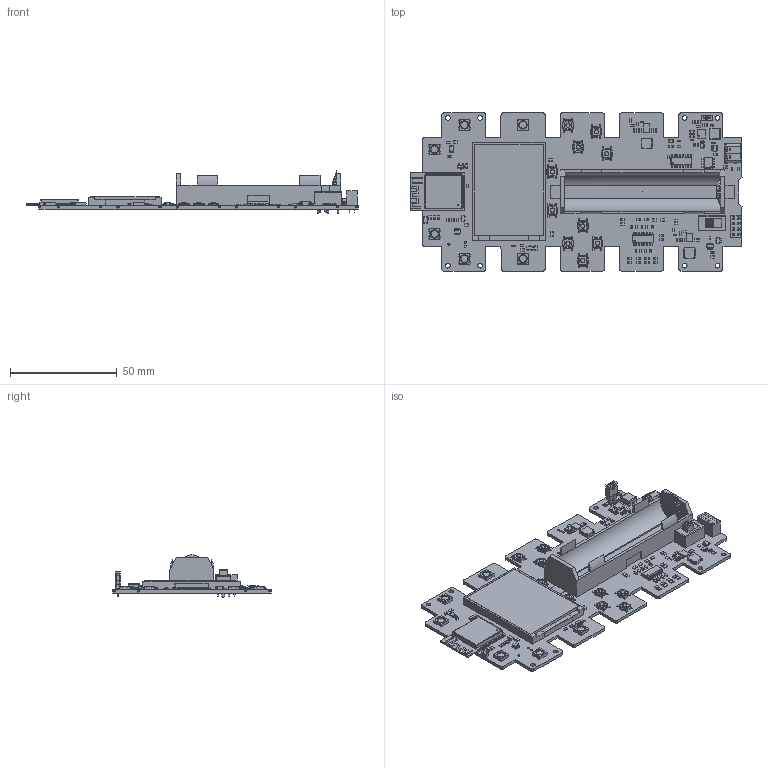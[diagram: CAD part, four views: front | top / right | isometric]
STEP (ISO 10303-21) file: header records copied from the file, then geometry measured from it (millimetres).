
FILE_DESCRIPTION(('KiCad electronic assembly'),'2;1');
FILE_NAME('BCD-Oo26-rev5.STEP','2023-09-13T01:02:36',('Pcbnew'),('Kicad' ),'Open CASCADE STEP processor 7.6','KiCad to STEP converter', 'Unknown');
FILE_SCHEMA(('AUTOMOTIVE_DESIGN { 1 0 10303 214 1 1 1 1 }'));
Length unit declared in the file: millimetre
Products named in the file (56): BCD-Oo26-rev5 1; R_0603_1608Metric; SOLID; HSOP-8-1EP_3.9x4.9mm_P1.27mm_EP2.41x3.1mm; FDSD0518-H-R68M=P3; COMPOUND; R_0805_2012Metric; USB_C_Receptacle_GCT_USB4105-xx-A_16P_TopMnt_Horizontal; C_0603_1608Metric; TS-1187A; qfn14_3x4MM; BatteryHolder_SMD_SMT_1042_1x18650; SOT-23-6; C_0805_2012Metric; QFN-16-1EP_4x4mm_P0.65mm_EP2.1x2.1mm; Jumper2; SOT-23; L_Sunlord_MWSA0503S; L_0805_2012Metric; LED_WS2812B_PLCC4_5.0x5.0mm_P3.2mm; TSOT-23-6; LED_0805_2012Metric; SOIC-16_3.9x9.9mm_P1.27mm; ESP32-S3-WROOM-1; 1.8_inches_128x160_RGB_TFT_LCD; SS-12M11G3; VSSOP-8_2.4x2.1mm_P0.5mm; PinSocket_2x04_P2.54mm_Vertical; D_SOD-123; C_1206_3216Metric; PCB
Assembly tree (159 placements, depth 3):
  BCD-Oo26-rev5 1
    R_0603_1608Metric  x22
      SOLID
    HSOP-8-1EP_3.9x4.9mm_P1.27mm_EP2.41x3.1mm
      SOLID
    FDSD0518-H-R68M=P3  x2
      COMPOUND
    R_0805_2012Metric  x24
      SOLID
    USB_C_Receptacle_GCT_USB4105-xx-A_16P_TopMnt_Horizontal
      COMPOUND
    C_0603_1608Metric  x34
      SOLID
    TS-1187A  x10
      COMPOUND
    qfn14_3x4MM  x2
      COMPOUND
    BatteryHolder_SMD_SMT_1042_1x18650
      COMPOUND
    SOT-23-6  x2
      SOLID
    C_0805_2012Metric  x4
      SOLID
    QFN-16-1EP_4x4mm_P0.65mm_EP2.1x2.1mm
      SOLID
    Jumper2
      COMPOUND
    SOT-23  x3
      SOLID
    L_Sunlord_MWSA0503S
      COMPOUND
    L_0805_2012Metric
      SOLID
    LED_WS2812B_PLCC4_5.0x5.0mm_P3.2mm  x6
      SOLID
    TSOT-23-6  x2
      SOLID
    LED_0805_2012Metric  x4
      SOLID
    SOIC-16_3.9x9.9mm_P1.27mm  x2
      SOLID
    ESP32-S3-WROOM-1
      COMPOUND
    1.8_inches_128x160_RGB_TFT_LCD
      SOLID
    SS-12M11G3
      SOLID
    VSSOP-8_2.4x2.1mm_P0.5mm
      SOLID
    PinSocket_2x04_P2.54mm_Vertical
      SOLID
    D_SOD-123
      SOLID
    C_1206_3216Metric
      SOLID
    PCB
Bounding box: 155.8 x 74.22 x 19.8 mm (x, y, z)
Volume: 29988 mm3; surface area: 38968.2 mm2
Topology: 537 solids, 538 shells, 11981 faces, 30390 edges, 19520 vertices
Faces by surface type: plane 8748, cylinder 2618, bspline 435, sphere 152, cone 24, torus 4
Full cylindrical faces by diameter (mm): 0.02 x1, 0.2 x1, 0.25 x1, 0.4 x1, 0.5 x2, 0.6 x2, 0.65 x2, 0.991 x3, 1 x8, 1.2 x2, 2 x20, 2.2 x11, 2.4 x1, 3.333 x6, 4.8 x2, 7.2 x2, 9.6 x2, 12 x1
Entity records: 476777 total; most frequent: CARTESIAN_POINT 94583, DIRECTION 67818, LINE 47017, VECTOR 47017, ORIENTED_EDGE 35590, PCURVE 35590, DEFINITIONAL_REPRESENTATION 35590, EDGE_CURVE 17795
